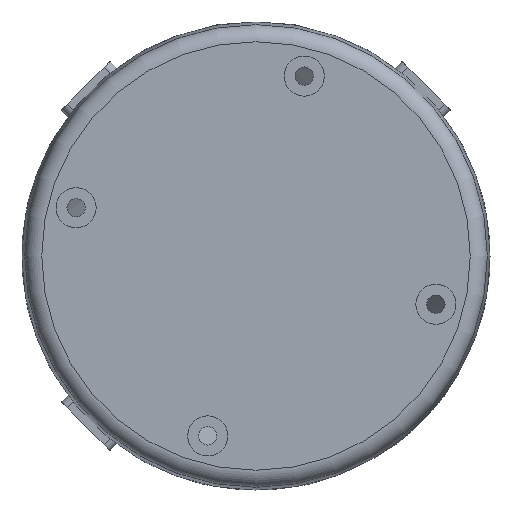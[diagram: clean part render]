
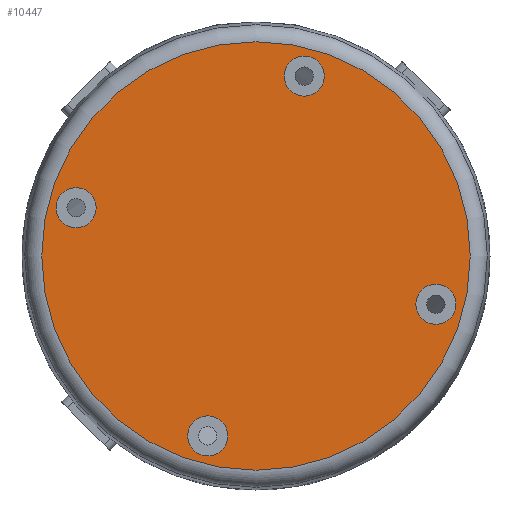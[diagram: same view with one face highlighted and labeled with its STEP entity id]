
A CAD part, front view. The second image highlights one B-rep face of the part: STEP entity #10447.
In plain terms, the highlighted planar face has unit normal (0, -1, 0).
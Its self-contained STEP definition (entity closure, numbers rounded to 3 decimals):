
#488=FACE_BOUND('',#1729,.T.);
#489=FACE_BOUND('',#1730,.T.);
#490=FACE_BOUND('',#1731,.T.);
#491=FACE_BOUND('',#1732,.T.);
#1009=FACE_OUTER_BOUND('',#1728,.T.);
#1728=EDGE_LOOP('',(#9340));
#1729=EDGE_LOOP('',(#9341));
#1730=EDGE_LOOP('',(#9342));
#1731=EDGE_LOOP('',(#9343));
#1732=EDGE_LOOP('',(#9344));
#2136=CIRCLE('',#11379,3.5);
#2137=CIRCLE('',#11381,3.5);
#2138=CIRCLE('',#11383,3.5);
#2139=CIRCLE('',#11385,3.5);
#2157=CIRCLE('',#11420,37.387);
#5017=VERTEX_POINT('',#18558);
#5018=VERTEX_POINT('',#18562);
#5019=VERTEX_POINT('',#18566);
#5020=VERTEX_POINT('',#18570);
#5038=VERTEX_POINT('',#18632);
#6449=EDGE_CURVE('',#5017,#5017,#2136,.T.);
#6451=EDGE_CURVE('',#5018,#5018,#2137,.T.);
#6453=EDGE_CURVE('',#5019,#5019,#2138,.T.);
#6455=EDGE_CURVE('',#5020,#5020,#2139,.T.);
#6481=EDGE_CURVE('',#5038,#5038,#2157,.T.);
#9340=ORIENTED_EDGE('',*,*,#6481,.F.);
#9341=ORIENTED_EDGE('',*,*,#6449,.T.);
#9342=ORIENTED_EDGE('',*,*,#6451,.T.);
#9343=ORIENTED_EDGE('',*,*,#6453,.T.);
#9344=ORIENTED_EDGE('',*,*,#6455,.T.);
#9894=PLANE('',#11425);
#10447=ADVANCED_FACE('',(#1009,#488,#489,#490,#491),#9894,.T.);
#11379=AXIS2_PLACEMENT_3D('',#18560,#14124,#14125);
#11381=AXIS2_PLACEMENT_3D('',#18564,#14129,#14130);
#11383=AXIS2_PLACEMENT_3D('',#18568,#14134,#14135);
#11385=AXIS2_PLACEMENT_3D('',#18572,#14139,#14140);
#11420=AXIS2_PLACEMENT_3D('',#18633,#14217,#14218);
#11425=AXIS2_PLACEMENT_3D('',#18667,#14227,#14228);
#14124=DIRECTION('center_axis',(0.,1.,0.));
#14125=DIRECTION('ref_axis',(0.,0.,1.));
#14129=DIRECTION('center_axis',(0.,1.,0.));
#14130=DIRECTION('ref_axis',(-1.,0.,0.));
#14134=DIRECTION('center_axis',(0.,1.,0.));
#14135=DIRECTION('ref_axis',(0.,0.,-1.));
#14139=DIRECTION('center_axis',(0.,1.,0.));
#14140=DIRECTION('ref_axis',(1.,0.,0.));
#14217=DIRECTION('center_axis',(0.,1.,0.));
#14218=DIRECTION('ref_axis',(-1.,0.,0.));
#14227=DIRECTION('center_axis',(0.,-1.,0.));
#14228=DIRECTION('ref_axis',(0.,0.,-1.));
#18558=CARTESIAN_POINT('',(-31.393,-43.15,4.912));
#18560=CARTESIAN_POINT('Origin',(-31.393,-43.15,8.412));
#18562=CARTESIAN_POINT('',(-4.912,-43.15,-31.393));
#18564=CARTESIAN_POINT('Origin',(-8.412,-43.15,-31.393));
#18566=CARTESIAN_POINT('',(31.393,-43.15,-4.912));
#18568=CARTESIAN_POINT('Origin',(31.393,-43.15,-8.412));
#18570=CARTESIAN_POINT('',(4.912,-43.15,31.393));
#18572=CARTESIAN_POINT('Origin',(8.412,-43.15,31.393));
#18632=CARTESIAN_POINT('',(0.,-43.15,37.387));
#18633=CARTESIAN_POINT('Origin',(0.,-43.15,
0.));
#18667=CARTESIAN_POINT('Origin',(0.,-43.15,
0.));
